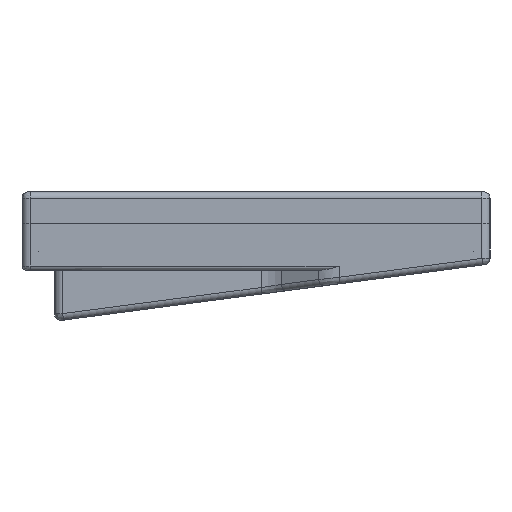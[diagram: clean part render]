
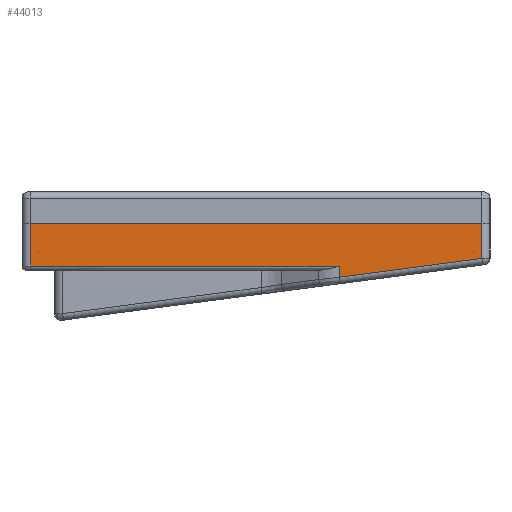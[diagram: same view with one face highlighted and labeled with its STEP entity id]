
A CAD part, left-side view. The second image highlights one B-rep face of the part: STEP entity #44013.
In plain terms, the highlighted planar face has unit normal (-1, 0, 0).
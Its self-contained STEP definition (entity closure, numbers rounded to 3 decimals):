
#2069=PLANE('',#48368);
#4230=FACE_OUTER_BOUND('',#6928,.T.);
#6928=EDGE_LOOP('',(#39630,#39631,#39632,#39633,#39634,#39635));
#10848=LINE('',#72596,#15119);
#11130=LINE('',#73681,#15401);
#11144=LINE('',#73886,#15415);
#11145=LINE('',#73894,#15416);
#11146=LINE('',#73896,#15417);
#11147=LINE('',#73897,#15418);
#15119=VECTOR('',#59580,10.);
#15401=VECTOR('',#60542,10.);
#15415=VECTOR('',#60616,10.);
#15416=VECTOR('',#60619,10.);
#15417=VECTOR('',#60620,10.);
#15418=VECTOR('',#60621,10.);
#21269=VERTEX_POINT('',#72593);
#21270=VERTEX_POINT('',#72595);
#21654=VERTEX_POINT('',#73671);
#21656=VERTEX_POINT('',#73677);
#21678=VERTEX_POINT('',#73885);
#21679=VERTEX_POINT('',#73895);
#27236=EDGE_CURVE('',#21270,#21269,#10848,.T.);
#27734=EDGE_CURVE('',#21654,#21656,#11130,.T.);
#27770=EDGE_CURVE('',#21656,#21678,#11144,.T.);
#27772=EDGE_CURVE('',#21270,#21654,#11145,.T.);
#27773=EDGE_CURVE('',#21679,#21269,#11146,.T.);
#27774=EDGE_CURVE('',#21678,#21679,#11147,.T.);
#39630=ORIENTED_EDGE('',*,*,#27734,.F.);
#39631=ORIENTED_EDGE('',*,*,#27772,.F.);
#39632=ORIENTED_EDGE('',*,*,#27236,.T.);
#39633=ORIENTED_EDGE('',*,*,#27773,.F.);
#39634=ORIENTED_EDGE('',*,*,#27774,.F.);
#39635=ORIENTED_EDGE('',*,*,#27770,.F.);
#44013=ADVANCED_FACE('',(#4230),#2069,.T.);
#48368=AXIS2_PLACEMENT_3D('',#73893,#60617,#60618);
#59580=DIRECTION('',(0.,1.,0.));
#60542=DIRECTION('',(0.,0.991,-0.131));
#60616=DIRECTION('',(0.,0.,1.));
#60617=DIRECTION('center_axis',(-1.,0.,0.));
#60618=DIRECTION('ref_axis',(0.,1.,0.));
#60619=DIRECTION('',(0.,0.,-1.));
#60620=DIRECTION('',(0.,0.,1.));
#60621=DIRECTION('',(0.,1.,0.));
#72593=CARTESIAN_POINT('',(5.525,112.975,0.));
#72595=CARTESIAN_POINT('',(5.525,1.775,0.));
#72596=CARTESIAN_POINT('',(5.525,-0.225,0.));
#73671=CARTESIAN_POINT('',(5.525,1.775,-8.637));
#73677=CARTESIAN_POINT('',(5.525,36.918,-13.263));
#73681=CARTESIAN_POINT('',(5.525,27.989,-12.088));
#73885=CARTESIAN_POINT('',(5.525,36.918,-10.5));
#73886=CARTESIAN_POINT('',(5.525,36.918,-5.75));
#73893=CARTESIAN_POINT('Origin',(5.525,-0.225,0.));
#73894=CARTESIAN_POINT('',(5.525,1.775,0.));
#73895=CARTESIAN_POINT('',(5.525,112.975,-10.5));
#73896=CARTESIAN_POINT('',(5.525,112.975,0.));
#73897=CARTESIAN_POINT('',(5.525,28.575,-10.5));
